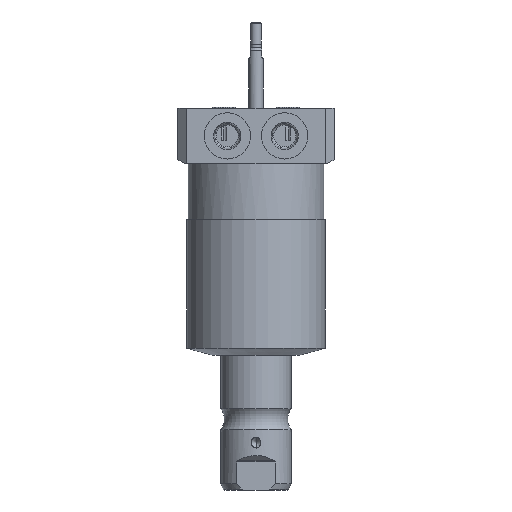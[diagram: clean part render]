
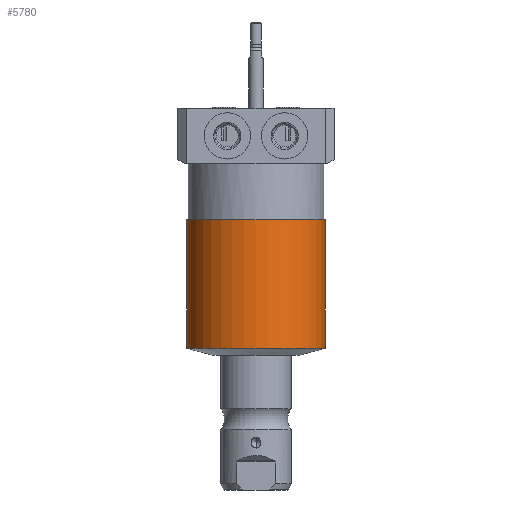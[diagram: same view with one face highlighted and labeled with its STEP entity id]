
A CAD part, left-side view. The second image highlights one B-rep face of the part: STEP entity #5780.
In plain terms, the highlighted cylindrical face has radius 31.394 mm (diameter 62.789 mm), a partial arc.
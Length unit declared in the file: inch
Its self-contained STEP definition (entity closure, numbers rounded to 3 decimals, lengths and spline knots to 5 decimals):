
#2501=CARTESIAN_POINT('',(0.,0.,-1.));
#2502=DIRECTION('',(0.,0.,-1.));
#2503=DIRECTION('',(0.,-1.,0.));
#2504=AXIS2_PLACEMENT_3D('',#2501,#2502,#2503);
#2517=DIRECTION('',(0.,0.,-1.));
#2518=VECTOR('',#2517,2.29478);
#2519=CARTESIAN_POINT('',(0.,-1.236,-1.));
#2520=LINE('',#2519,#2518);
#2524=CARTESIAN_POINT('',(0.,0.,-3.29478));
#2525=DIRECTION('',(0.,0.,-1.));
#2526=DIRECTION('',(0.,-1.,0.));
#2527=AXIS2_PLACEMENT_3D('',#2524,#2525,#2526);
#2586=DIRECTION('',(0.,0.,-1.));
#2587=VECTOR('',#2586,2.29478);
#2588=CARTESIAN_POINT('',(0.,1.236,-1.));
#2589=LINE('',#2588,#2587);
#3445=CARTESIAN_POINT('',(0.,-1.236,-1.));
#3446=CARTESIAN_POINT('',(0.,1.236,-1.));
#3447=VERTEX_POINT('',#3445);
#3448=VERTEX_POINT('',#3446);
#3461=CARTESIAN_POINT('',(0.,-1.236,-3.29478));
#3462=CARTESIAN_POINT('',(0.,1.236,-3.29478));
#3463=VERTEX_POINT('',#3461);
#3464=VERTEX_POINT('',#3462);
#5766=CARTESIAN_POINT('',(0.,0.,0.));
#5767=DIRECTION('',(0.,0.,-1.));
#5768=DIRECTION('',(0.,-1.,0.));
#5769=AXIS2_PLACEMENT_3D('',#5766,#5767,#5768);
#5770=CYLINDRICAL_SURFACE('',#5769,1.236);
#5772=ORIENTED_EDGE('',*,*,#5771,.T.);
#5774=ORIENTED_EDGE('',*,*,#5773,.F.);
#5775=ORIENTED_EDGE('',*,*,#5755,.F.);
#5777=ORIENTED_EDGE('',*,*,#5776,.T.);
#5778=EDGE_LOOP('',(#5772,#5774,#5775,#5777));
#5779=FACE_OUTER_BOUND('',#5778,.F.);
#2505=CIRCLE('',#2504,1.236);
#2528=CIRCLE('',#2527,1.236);
#5755=EDGE_CURVE('',#3447,#3448,#2505,.T.);
#5771=EDGE_CURVE('',#3463,#3464,#2528,.T.);
#5773=EDGE_CURVE('',#3448,#3464,#2589,.T.);
#5776=EDGE_CURVE('',#3447,#3463,#2520,.T.);
#5780=ADVANCED_FACE('',(#5779),#5770,.T.);
